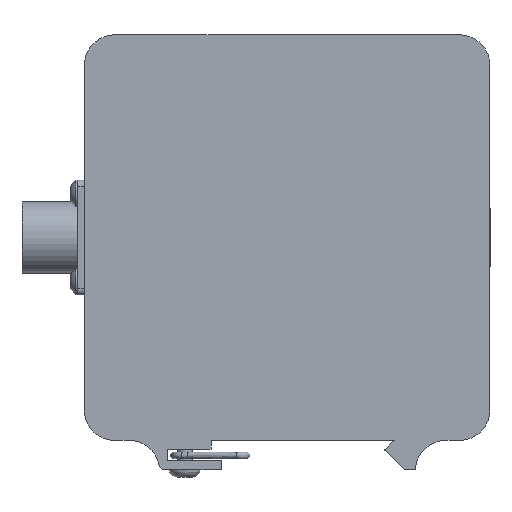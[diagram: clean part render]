
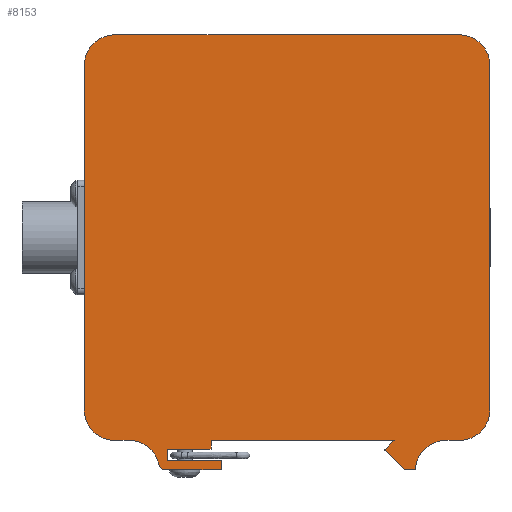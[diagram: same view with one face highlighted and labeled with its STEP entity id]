
A CAD part, front view. The second image highlights one B-rep face of the part: STEP entity #8153.
In plain terms, the highlighted planar face has unit normal (0, -1, 0).
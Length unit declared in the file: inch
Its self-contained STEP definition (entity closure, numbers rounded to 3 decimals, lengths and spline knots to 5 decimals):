
#276=PLANE($,#8716);
#552=LINE($,#11900,#1312);
#554=LINE($,#11909,#1314);
#648=LINE($,#12253,#1408);
#651=LINE($,#12259,#1411);
#652=LINE($,#12263,#1412);
#653=LINE($,#12268,#1413);
#654=LINE($,#12272,#1414);
#655=LINE($,#12276,#1415);
#656=LINE($,#12279,#1416);
#657=LINE($,#12283,#1417);
#658=LINE($,#12285,#1418);
#659=LINE($,#12287,#1419);
#660=LINE($,#12289,#1420);
#661=LINE($,#12291,#1421);
#662=LINE($,#12292,#1422);
#1312=VECTOR($,#9448,0.11057);
#1314=VECTOR($,#9458,0.11648);
#1408=VECTOR($,#9822,0.10389);
#1411=VECTOR($,#9827,0.22062);
#1412=VECTOR($,#9830,0.08393);
#1413=VECTOR($,#9835,2.82);
#1414=VECTOR($,#9838,2.82);
#1415=VECTOR($,#9841,2.82);
#1416=VECTOR($,#9844,0.459);
#1417=VECTOR($,#9847,0.067);
#1418=VECTOR($,#9848,0.442);
#1419=VECTOR($,#9849,0.094);
#1420=VECTOR($,#9850,0.355);
#1421=VECTOR($,#9851,0.072);
#1422=VECTOR($,#9852,1.498);
#2260=FACE_OUTER_BOUND($,#2734,.T.);
#2734=EDGE_LOOP($,(#5929,#5930,#5931,#5932,#5933,#5934,#5935,#5936,#5937,
#5938,#5939,#5940,#5941,#5942,#5943,#5944,#5945,#5946,#5947,#5948,#5949,
#5950,#5951,#5952,#5953,#5954));
#3237=CIRCLE($,#8570,0.05);
#3239=CIRCLE($,#8574,0.25);
#3241=CIRCLE($,#8578,0.25);
#3314=CIRCLE($,#8714,0.005);
#3315=CIRCLE($,#8717,0.005);
#3316=CIRCLE($,#8718,0.005);
#3317=CIRCLE($,#8719,0.25);
#3318=CIRCLE($,#8720,0.25);
#3319=CIRCLE($,#8721,0.25);
#3320=CIRCLE($,#8722,0.25);
#3321=CIRCLE($,#8723,0.005);
#3581=VERTEX_POINT($,#11852);
#3583=VERTEX_POINT($,#11856);
#3597=VERTEX_POINT($,#11887);
#3598=VERTEX_POINT($,#11888);
#3602=VERTEX_POINT($,#11898);
#3603=VERTEX_POINT($,#11902);
#3605=VERTEX_POINT($,#11908);
#3718=VERTEX_POINT($,#12246);
#3719=VERTEX_POINT($,#12248);
#3720=VERTEX_POINT($,#12252);
#3722=VERTEX_POINT($,#12258);
#3723=VERTEX_POINT($,#12260);
#3724=VERTEX_POINT($,#12262);
#3725=VERTEX_POINT($,#12265);
#3726=VERTEX_POINT($,#12267);
#3727=VERTEX_POINT($,#12269);
#3728=VERTEX_POINT($,#12271);
#3729=VERTEX_POINT($,#12273);
#3730=VERTEX_POINT($,#12275);
#3731=VERTEX_POINT($,#12278);
#3732=VERTEX_POINT($,#12280);
#3733=VERTEX_POINT($,#12282);
#3734=VERTEX_POINT($,#12284);
#3735=VERTEX_POINT($,#12286);
#3736=VERTEX_POINT($,#12288);
#3737=VERTEX_POINT($,#12290);
#4404=EDGE_CURVE($,#3583,#3581,#3237,.T.);
#4418=EDGE_CURVE($,#3597,#3598,#3239,.F.);
#4424=EDGE_CURVE($,#3602,#3598,#552,.T.);
#4425=EDGE_CURVE($,#3603,#3581,#3241,.F.);
#4428=EDGE_CURVE($,#3603,#3605,#554,.T.);
#4592=EDGE_CURVE($,#3718,#3719,#3314,.T.);
#4594=EDGE_CURVE($,#3719,#3720,#648,.T.);
#4597=EDGE_CURVE($,#3722,#3718,#651,.T.);
#4598=EDGE_CURVE($,#3723,#3722,#3315,.T.);
#4599=EDGE_CURVE($,#3724,#3723,#652,.T.);
#4600=EDGE_CURVE($,#3597,#3724,#3316,.T.);
#4601=EDGE_CURVE($,#3725,#3602,#3317,.T.);
#4602=EDGE_CURVE($,#3726,#3725,#653,.T.);
#4603=EDGE_CURVE($,#3727,#3726,#3318,.T.);
#4604=EDGE_CURVE($,#3728,#3727,#654,.T.);
#4605=EDGE_CURVE($,#3729,#3728,#3319,.T.);
#4606=EDGE_CURVE($,#3730,#3729,#655,.T.);
#4607=EDGE_CURVE($,#3605,#3730,#3320,.T.);
#4608=EDGE_CURVE($,#3731,#3583,#656,.T.);
#4609=EDGE_CURVE($,#3732,#3731,#3321,.T.);
#4610=EDGE_CURVE($,#3733,#3732,#657,.T.);
#4611=EDGE_CURVE($,#3734,#3733,#658,.T.);
#4612=EDGE_CURVE($,#3735,#3734,#659,.T.);
#4613=EDGE_CURVE($,#3736,#3735,#660,.T.);
#4614=EDGE_CURVE($,#3737,#3736,#661,.T.);
#4615=EDGE_CURVE($,#3720,#3737,#662,.T.);
#5929=ORIENTED_EDGE($,*,*,#4592,.F.);
#5930=ORIENTED_EDGE($,*,*,#4597,.F.);
#5931=ORIENTED_EDGE($,*,*,#4598,.F.);
#5932=ORIENTED_EDGE($,*,*,#4599,.F.);
#5933=ORIENTED_EDGE($,*,*,#4600,.F.);
#5934=ORIENTED_EDGE($,*,*,#4418,.T.);
#5935=ORIENTED_EDGE($,*,*,#4424,.F.);
#5936=ORIENTED_EDGE($,*,*,#4601,.F.);
#5937=ORIENTED_EDGE($,*,*,#4602,.F.);
#5938=ORIENTED_EDGE($,*,*,#4603,.F.);
#5939=ORIENTED_EDGE($,*,*,#4604,.F.);
#5940=ORIENTED_EDGE($,*,*,#4605,.F.);
#5941=ORIENTED_EDGE($,*,*,#4606,.F.);
#5942=ORIENTED_EDGE($,*,*,#4607,.F.);
#5943=ORIENTED_EDGE($,*,*,#4428,.F.);
#5944=ORIENTED_EDGE($,*,*,#4425,.T.);
#5945=ORIENTED_EDGE($,*,*,#4404,.F.);
#5946=ORIENTED_EDGE($,*,*,#4608,.F.);
#5947=ORIENTED_EDGE($,*,*,#4609,.F.);
#5948=ORIENTED_EDGE($,*,*,#4610,.F.);
#5949=ORIENTED_EDGE($,*,*,#4611,.F.);
#5950=ORIENTED_EDGE($,*,*,#4612,.F.);
#5951=ORIENTED_EDGE($,*,*,#4613,.F.);
#5952=ORIENTED_EDGE($,*,*,#4614,.F.);
#5953=ORIENTED_EDGE($,*,*,#4615,.F.);
#5954=ORIENTED_EDGE($,*,*,#4594,.F.);
#8153=ADVANCED_FACE($,(#2260),#276,.T.);
#8570=AXIS2_PLACEMENT_3D($,#11858,#9418,#9419);
#8574=AXIS2_PLACEMENT_3D($,#11889,#9438,#9439);
#8578=AXIS2_PLACEMENT_3D($,#11903,#9451,#9452);
#8714=AXIS2_PLACEMENT_3D($,#12249,#9817,#9818);
#8716=AXIS2_PLACEMENT_3D($,#12257,#9825,#9826);
#8717=AXIS2_PLACEMENT_3D($,#12261,#9828,#9829);
#8718=AXIS2_PLACEMENT_3D($,#12264,#9831,#9832);
#8719=AXIS2_PLACEMENT_3D($,#12266,#9833,#9834);
#8720=AXIS2_PLACEMENT_3D($,#12270,#9836,#9837);
#8721=AXIS2_PLACEMENT_3D($,#12274,#9839,#9840);
#8722=AXIS2_PLACEMENT_3D($,#12277,#9842,#9843);
#8723=AXIS2_PLACEMENT_3D($,#12281,#9845,#9846);
#9418=DIRECTION('center_axis',(0.,1.,0.));
#9419=DIRECTION('ref_axis',(-0.707,0.,-0.707));
#9438=DIRECTION('center_axis',(0.,-1.,0.));
#9439=DIRECTION('ref_axis',(0.,0.,-1.));
#9448=DIRECTION($,(-1.,0.,0.));
#9451=DIRECTION('center_axis',(0.,-1.,0.));
#9452=DIRECTION('ref_axis',(0.,0.,-1.));
#9458=DIRECTION($,(-1.,0.,0.));
#9817=DIRECTION('center_axis',(0.,1.,0.));
#9818=DIRECTION('ref_axis',(-1.,0.,0.));
#9822=DIRECTION($,(0.707,0.,0.707));
#9825=DIRECTION('center_axis',(0.,-1.,0.));
#9826=DIRECTION('ref_axis',(0.,0.,-1.));
#9827=DIRECTION($,(-0.707,0.,0.707));
#9828=DIRECTION('center_axis',(0.,1.,0.));
#9829=DIRECTION('ref_axis',(-0.383,0.,-0.924));
#9830=DIRECTION($,(-1.,0.,0.));
#9831=DIRECTION('center_axis',(0.,1.,0.));
#9832=DIRECTION('ref_axis',(0.707,0.,-0.707));
#9833=DIRECTION('center_axis',(0.,1.,0.));
#9834=DIRECTION('ref_axis',(1.,0.,0.));
#9835=DIRECTION($,(0.,0.,-1.));
#9836=DIRECTION('center_axis',(0.,1.,0.));
#9837=DIRECTION('ref_axis',(0.,0.,1.));
#9838=DIRECTION($,(1.,0.,0.));
#9839=DIRECTION('center_axis',(0.,1.,0.));
#9840=DIRECTION('ref_axis',(-1.,0.,0.));
#9841=DIRECTION($,(0.,0.,1.));
#9842=DIRECTION('center_axis',(0.,1.,0.));
#9843=DIRECTION('ref_axis',(0.,0.,-1.));
#9844=DIRECTION($,(-1.,0.,0.));
#9845=DIRECTION('center_axis',(0.,1.,0.));
#9846=DIRECTION('ref_axis',(0.707,0.,-0.707));
#9847=DIRECTION($,(0.,0.,-1.));
#9848=DIRECTION($,(1.,0.,0.));
#9849=DIRECTION($,(0.,0.,-1.));
#9850=DIRECTION($,(-1.,0.,0.));
#9851=DIRECTION($,(0.,0.,-1.));
#9852=DIRECTION($,(-1.,0.,0.));
#11852=CARTESIAN_POINT('',(-1.07396,0.,-1.85641));
#11856=CARTESIAN_POINT('',(-1.02504,0.,-1.89607));
#11858=CARTESIAN_POINT('Origin',(-1.02504,0.,-1.84607));
#11887=CARTESIAN_POINT('',(1.02495,0.,-1.89141));
#11888=CARTESIAN_POINT('',(1.27439,0.,-1.65807));
#11889=CARTESIAN_POINT('Origin',(1.27439,0.,-1.90807));
#11898=CARTESIAN_POINT('',(1.38496,0.,-1.65807));
#11900=CARTESIAN_POINT($,(1.38496,0.,-1.65807));
#11902=CARTESIAN_POINT('',(-1.31856,0.,-1.65807));
#11903=CARTESIAN_POINT('Origin',(-1.31856,0.,-1.90807));
#11908=CARTESIAN_POINT('',(-1.43504,0.,-1.65807));
#11909=CARTESIAN_POINT($,(-1.07504,0.,-1.65807));
#12246=CARTESIAN_POINT('',(0.77649,0.,-1.73861));
#12248=CARTESIAN_POINT('',(0.77649,0.,-1.73154));
#12249=CARTESIAN_POINT('Origin',(0.78003,0.,-1.73507));
#12252=CARTESIAN_POINT('',(0.84996,0.,-1.65807));
#12253=CARTESIAN_POINT($,(0.77296,0.,-1.73507));
#12257=CARTESIAN_POINT('Origin',(-0.0691,0.,-0.23848));
#12258=CARTESIAN_POINT('',(0.93249,0.,-1.89461));
#12259=CARTESIAN_POINT($,(0.93396,0.,-1.89607));
#12260=CARTESIAN_POINT('',(0.93603,0.,-1.89607));
#12261=CARTESIAN_POINT('Origin',(0.93603,0.,-1.89107));
#12262=CARTESIAN_POINT('',(1.01996,0.,-1.89607));
#12263=CARTESIAN_POINT($,(1.02496,0.,-1.89607));
#12264=CARTESIAN_POINT('Origin',(1.01996,0.,-1.89107));
#12265=CARTESIAN_POINT('',(1.63496,0.,-1.40807));
#12266=CARTESIAN_POINT('Origin',(1.38496,0.,-1.40807));
#12267=CARTESIAN_POINT('',(1.63496,0.,1.41193));
#12268=CARTESIAN_POINT($,(1.63496,0.,1.41193));
#12269=CARTESIAN_POINT('',(1.38496,0.,1.66193));
#12270=CARTESIAN_POINT('Origin',(1.38496,0.,1.41193));
#12271=CARTESIAN_POINT('',(-1.43504,0.,1.66193));
#12272=CARTESIAN_POINT($,(-1.43504,0.,1.66193));
#12273=CARTESIAN_POINT('',(-1.68504,0.,1.41193));
#12274=CARTESIAN_POINT('Origin',(-1.43504,0.,1.41193));
#12275=CARTESIAN_POINT('',(-1.68504,0.,-1.40807));
#12276=CARTESIAN_POINT($,(-1.68504,0.,-1.40807));
#12277=CARTESIAN_POINT('Origin',(-1.43504,0.,-1.40807));
#12278=CARTESIAN_POINT('',(-0.56604,0.,-1.89607));
#12279=CARTESIAN_POINT($,(-0.56104,0.,-1.89607));
#12280=CARTESIAN_POINT('',(-0.56104,0.,-1.89107));
#12281=CARTESIAN_POINT('Origin',(-0.56604,0.,-1.89107));
#12282=CARTESIAN_POINT('',(-0.56104,0.,-1.82407));
#12283=CARTESIAN_POINT($,(-0.56104,0.,-1.82407));
#12284=CARTESIAN_POINT('',(-1.00304,0.,-1.82407));
#12285=CARTESIAN_POINT($,(-1.00304,0.,-1.82407));
#12286=CARTESIAN_POINT('',(-1.00304,0.,-1.73007));
#12287=CARTESIAN_POINT($,(-1.00304,0.,-1.73007));
#12288=CARTESIAN_POINT('',(-0.64804,0.,-1.73007));
#12289=CARTESIAN_POINT($,(-0.64804,0.,-1.73007));
#12290=CARTESIAN_POINT('',(-0.64804,0.,-1.65807));
#12291=CARTESIAN_POINT($,(-0.64804,0.,-1.65807));
#12292=CARTESIAN_POINT($,(0.84996,0.,-1.65807));
